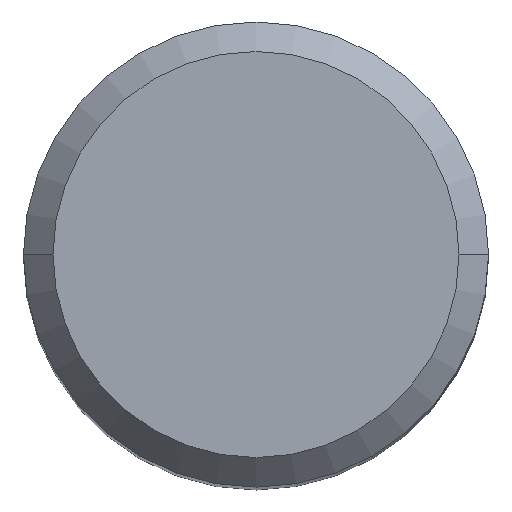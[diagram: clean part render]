
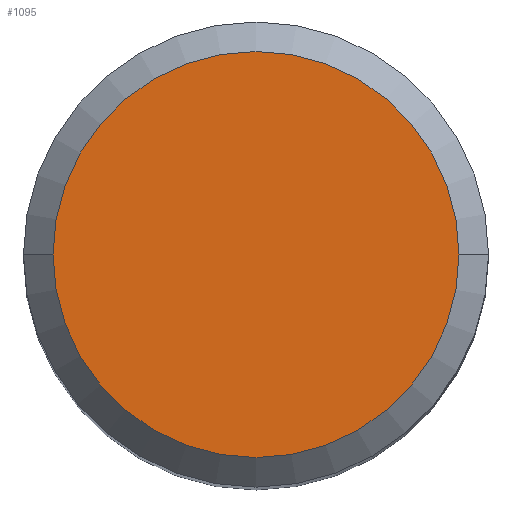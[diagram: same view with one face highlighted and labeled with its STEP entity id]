
A CAD part, top view. The second image highlights one B-rep face of the part: STEP entity #1095.
In plain terms, the highlighted planar face has unit normal (0, 0, 1).
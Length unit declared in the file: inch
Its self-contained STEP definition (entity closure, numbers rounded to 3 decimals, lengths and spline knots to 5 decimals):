
#65 = CARTESIAN_POINT ( 'NONE',  ( 0.10311, 0., 2.24409 ) ) ;
#87 = DIRECTION ( 'NONE',  ( 0., 0., 1. ) ) ;
#91 = VERTEX_POINT ( 'NONE', #65 ) ;
#96 = AXIS2_PLACEMENT_3D ( 'NONE', #571, #736, #556 ) ;
#171 = CARTESIAN_POINT ( 'NONE',  ( 0., 0., 2.24409 ) ) ;
#198 = AXIS2_PLACEMENT_3D ( 'NONE', #171, #87, #345 ) ;
#296 = ORIENTED_EDGE ( 'NONE', *, *, #871, .T. ) ;
#333 = CARTESIAN_POINT ( 'NONE',  ( 0., 0., 2.24409 ) ) ;
#345 = DIRECTION ( 'NONE',  ( 1., 0., 0. ) ) ;
#353 = EDGE_CURVE ( 'NONE', #690, #91, #622, .T. ) ;
#503 = DIRECTION ( 'NONE',  ( 1., 0., 0. ) ) ;
#510 = CARTESIAN_POINT ( 'NONE',  ( -0.10311, 0., 2.24409 ) ) ;
#556 = DIRECTION ( 'NONE',  ( 1., 0., 0. ) ) ;
#567 = CIRCLE ( 'NONE', #96, 0.10311 ) ;
#571 = CARTESIAN_POINT ( 'NONE',  ( 0., 0., 2.24409 ) ) ;
#573 = DIRECTION ( 'NONE',  ( 0., 0., 1. ) ) ;
#622 = CIRCLE ( 'NONE', #785, 0.10311 ) ;
#678 = ORIENTED_EDGE ( 'NONE', *, *, #353, .T. ) ;
#690 = VERTEX_POINT ( 'NONE', #510 ) ;
#736 = DIRECTION ( 'NONE',  ( 0., 0., 1. ) ) ;
#757 = FACE_OUTER_BOUND ( 'NONE', #1027, .T. ) ;
#785 = AXIS2_PLACEMENT_3D ( 'NONE', #333, #573, #503 ) ;
#871 = EDGE_CURVE ( 'NONE', #91, #690, #567, .T. ) ;
#932 = PLANE ( 'NONE',  #198 ) ;
#1027 = EDGE_LOOP ( 'NONE', ( #678, #296 ) ) ;
#1095 = ADVANCED_FACE ( 'NONE', ( #757 ), #932, .T. ) ;
